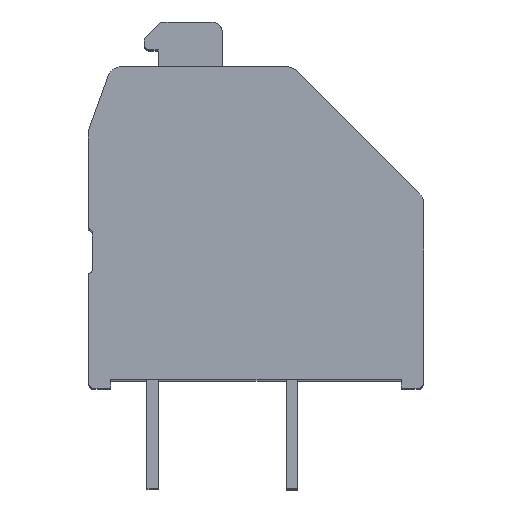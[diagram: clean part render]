
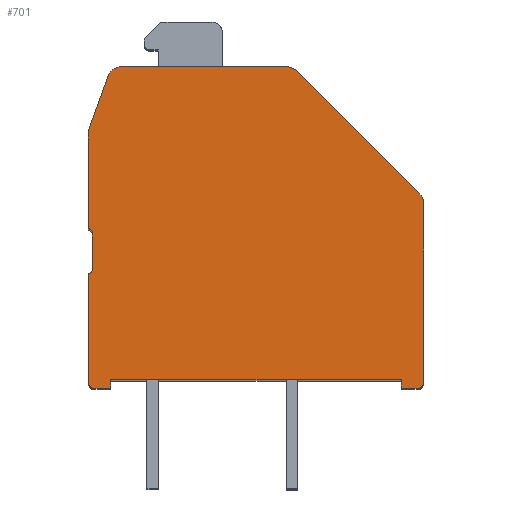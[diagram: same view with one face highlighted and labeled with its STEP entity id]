
A CAD part, top view. The second image highlights one B-rep face of the part: STEP entity #701.
In plain terms, the highlighted planar face has unit normal (0, 0, 1).
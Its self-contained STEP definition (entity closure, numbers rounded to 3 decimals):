
#701 = ADVANCED_FACE( '', ( #1773 ), #1774, .T. );
#1773 = FACE_OUTER_BOUND( '', #3213, .T. );
#1774 = PLANE( '', #3214 );
#3213 = EDGE_LOOP( '', ( #5340, #5341, #5342, #5343, #5344, #5345, #5346, #5347, #5348, #5349, #5350, #5351, #5352, #5353, #5354, #5355, #5356, #5357, #5358 ) );
#3214 = AXIS2_PLACEMENT_3D( '', #5359, #5360, #5361 );
#5340 = ORIENTED_EDGE( '', *, *, #9402, .T. );
#5341 = ORIENTED_EDGE( '', *, *, #9403, .F. );
#5342 = ORIENTED_EDGE( '', *, *, #9404, .T. );
#5343 = ORIENTED_EDGE( '', *, *, #9405, .F. );
#5344 = ORIENTED_EDGE( '', *, *, #9406, .T. );
#5345 = ORIENTED_EDGE( '', *, *, #9407, .T. );
#5346 = ORIENTED_EDGE( '', *, *, #9369, .T. );
#5347 = ORIENTED_EDGE( '', *, *, #9378, .T. );
#5348 = ORIENTED_EDGE( '', *, *, #9408, .T. );
#5349 = ORIENTED_EDGE( '', *, *, #9056, .T. );
#5350 = ORIENTED_EDGE( '', *, *, #9081, .T. );
#5351 = ORIENTED_EDGE( '', *, *, #9409, .T. );
#5352 = ORIENTED_EDGE( '', *, *, #9016, .T. );
#5353 = ORIENTED_EDGE( '', *, *, #9410, .T. );
#5354 = ORIENTED_EDGE( '', *, *, #9411, .T. );
#5355 = ORIENTED_EDGE( '', *, *, #9412, .T. );
#5356 = ORIENTED_EDGE( '', *, *, #8927, .T. );
#5357 = ORIENTED_EDGE( '', *, *, #8963, .T. );
#5358 = ORIENTED_EDGE( '', *, *, #9413, .T. );
#5359 = CARTESIAN_POINT( '', ( -7.3, 5.55, 26.5 ) );
#5360 = DIRECTION( '', ( 0., 0., 1. ) );
#5361 = DIRECTION( '', ( 1., 0., 0. ) );
#8927 = EDGE_CURVE( '', #10816, #10814, #10817, .T. );
#8963 = EDGE_CURVE( '', #10814, #10881, #10883, .T. );
#9016 = EDGE_CURVE( '', #10986, #10984, #10987, .T. );
#9056 = EDGE_CURVE( '', #11057, #11055, #11058, .T. );
#9081 = EDGE_CURVE( '', #11055, #11098, #11100, .T. );
#9369 = EDGE_CURVE( '', #11575, #11573, #11576, .T. );
#9378 = EDGE_CURVE( '', #11573, #11586, #11588, .T. );
#9402 = EDGE_CURVE( '', #11622, #11623, #11624, .T. );
#9403 = EDGE_CURVE( '', #11625, #11623, #11626, .T. );
#9404 = EDGE_CURVE( '', #11625, #11627, #11628, .T. );
#9405 = EDGE_CURVE( '', #11629, #11627, #11630, .T. );
#9406 = EDGE_CURVE( '', #11629, #11631, #11632, .T. );
#9407 = EDGE_CURVE( '', #11631, #11575, #11633, .T. );
#9408 = EDGE_CURVE( '', #11586, #11057, #11634, .T. );
#9409 = EDGE_CURVE( '', #11098, #10986, #11635, .T. );
#9410 = EDGE_CURVE( '', #10984, #11636, #11637, .T. );
#9411 = EDGE_CURVE( '', #11636, #11638, #11639, .T. );
#9412 = EDGE_CURVE( '', #11638, #10816, #11640, .T. );
#9413 = EDGE_CURVE( '', #10881, #11622, #11641, .T. );
#10814 = VERTEX_POINT( '', #13508 );
#10816 = VERTEX_POINT( '', #13511 );
#10817 = LINE( '', #13512, #13513 );
#10881 = VERTEX_POINT( '', #13607 );
#10883 = CIRCLE( '', #13610, 0.5 );
#10984 = VERTEX_POINT( '', #13757 );
#10986 = VERTEX_POINT( '', #13760 );
#10987 = LINE( '', #13761, #13762 );
#11055 = VERTEX_POINT( '', #13853 );
#11057 = VERTEX_POINT( '', #13856 );
#11058 = LINE( '', #13857, #13858 );
#11098 = VERTEX_POINT( '', #13916 );
#11100 = LINE( '', #13919, #13920 );
#11573 = VERTEX_POINT( '', #14567 );
#11575 = VERTEX_POINT( '', #14570 );
#11576 = LINE( '', #14571, #14572 );
#11586 = VERTEX_POINT( '', #14584 );
#11588 = LINE( '', #14587, #14588 );
#11622 = VERTEX_POINT( '', #14635 );
#11623 = VERTEX_POINT( '', #14636 );
#11624 = LINE( '', #14637, #14638 );
#11625 = VERTEX_POINT( '', #14639 );
#11626 = CIRCLE( '', #14640, 0.15 );
#11627 = VERTEX_POINT( '', #14641 );
#11628 = LINE( '', #14642, #14643 );
#11629 = VERTEX_POINT( '', #14644 );
#11630 = CIRCLE( '', #14645, 0.15 );
#11631 = VERTEX_POINT( '', #14646 );
#11632 = LINE( '', #14647, #14648 );
#11633 = CIRCLE( '', #14649, 0.2 );
#11634 = LINE( '', #14650, #14651 );
#11635 = CIRCLE( '', #14652, 0.2 );
#11636 = VERTEX_POINT( '', #14653 );
#11637 = CIRCLE( '', #14654, 0.5 );
#11638 = VERTEX_POINT( '', #14655 );
#11639 = LINE( '', #14656, #14657 );
#11640 = CIRCLE( '', #14658, 0.5 );
#11641 = LINE( '', #14659, #14660 );
#13508 = CARTESIAN_POINT( '', ( -6.113, 11.5, 26.5 ) );
#13511 = CARTESIAN_POINT( '', ( -0.207, 11.5, 26.5 ) );
#13512 = CARTESIAN_POINT( '', ( -0.207, 11.5, 26.5 ) );
#13513 = VECTOR( '', #16880, 1000. );
#13607 = CARTESIAN_POINT( '', ( -6.583, 11.171, 26.5 ) );
#13610 = AXIS2_PLACEMENT_3D( '', #16915, #16916, #16917 );
#13757 = CARTESIAN_POINT( '', ( 4.7, 6.593, 26.5 ) );
#13760 = CARTESIAN_POINT( '', ( 4.7, 0.2, 26.5 ) );
#13761 = CARTESIAN_POINT( '', ( 4.7, 0.2, 26.5 ) );
#13762 = VECTOR( '', #16971, 1000. );
#13853 = CARTESIAN_POINT( '', ( 3.9, 0., 26.5 ) );
#13856 = CARTESIAN_POINT( '', ( 3.9, 0.3, 26.5 ) );
#13857 = CARTESIAN_POINT( '', ( 3.9, 0.3, 26.5 ) );
#13858 = VECTOR( '', #17020, 1000. );
#13916 = CARTESIAN_POINT( '', ( 4.5, 0., 26.5 ) );
#13919 = CARTESIAN_POINT( '', ( 3.9, 0., 26.5 ) );
#13920 = VECTOR( '', #17043, 1000. );
#14567 = CARTESIAN_POINT( '', ( -6.5, 0., 26.5 ) );
#14570 = CARTESIAN_POINT( '', ( -7.1, 0., 26.5 ) );
#14571 = CARTESIAN_POINT( '', ( -7.1, 0., 26.5 ) );
#14572 = VECTOR( '', #17378, 1000. );
#14584 = CARTESIAN_POINT( '', ( -6.5, 0.3, 26.5 ) );
#14587 = CARTESIAN_POINT( '', ( -6.5, 0., 26.5 ) );
#14588 = VECTOR( '', #17391, 1000. );
#14635 = CARTESIAN_POINT( '', ( -7.3, 9.2, 26.5 ) );
#14636 = CARTESIAN_POINT( '', ( -7.3, 5.7, 26.5 ) );
#14637 = CARTESIAN_POINT( '', ( -7.3, 9.2, 26.5 ) );
#14638 = VECTOR( '', #17414, 1000. );
#14639 = CARTESIAN_POINT( '', ( -7.15, 5.55, 26.5 ) );
#14640 = AXIS2_PLACEMENT_3D( '', #17415, #17416, #17417 );
#14641 = CARTESIAN_POINT( '', ( -7.15, 4.25, 26.5 ) );
#14642 = CARTESIAN_POINT( '', ( -7.15, 5.55, 26.5 ) );
#14643 = VECTOR( '', #17418, 1000. );
#14644 = CARTESIAN_POINT( '', ( -7.3, 4.1, 26.5 ) );
#14645 = AXIS2_PLACEMENT_3D( '', #17419, #17420, #17421 );
#14646 = CARTESIAN_POINT( '', ( -7.3, 0.2, 26.5 ) );
#14647 = CARTESIAN_POINT( '', ( -7.3, 4.1, 26.5 ) );
#14648 = VECTOR( '', #17422, 1000. );
#14649 = AXIS2_PLACEMENT_3D( '', #17423, #17424, #17425 );
#14650 = CARTESIAN_POINT( '', ( -6.5, 0.3, 26.5 ) );
#14651 = VECTOR( '', #17426, 1000. );
#14652 = AXIS2_PLACEMENT_3D( '', #17427, #17428, #17429 );
#14653 = CARTESIAN_POINT( '', ( 4.554, 6.946, 26.5 ) );
#14654 = AXIS2_PLACEMENT_3D( '', #17430, #17431, #17432 );
#14655 = CARTESIAN_POINT( '', ( 0.146, 11.354, 26.5 ) );
#14656 = CARTESIAN_POINT( '', ( 4.554, 6.946, 26.5 ) );
#14657 = VECTOR( '', #17433, 1000. );
#14658 = AXIS2_PLACEMENT_3D( '', #17434, #17435, #17436 );
#14659 = CARTESIAN_POINT( '', ( -6.583, 11.171, 26.5 ) );
#14660 = VECTOR( '', #17437, 1000. );
#16880 = DIRECTION( '', ( -1., 0., 0. ) );
#16915 = CARTESIAN_POINT( '', ( -6.113, 11., 26.5 ) );
#16916 = DIRECTION( '', ( 0., 0., 1. ) );
#16917 = DIRECTION( '', ( 1., 0., 0. ) );
#16971 = DIRECTION( '', ( 0., 1., 0. ) );
#17020 = DIRECTION( '', ( 0., -1., 0. ) );
#17043 = DIRECTION( '', ( 1., 0., 0. ) );
#17378 = DIRECTION( '', ( 1., 0., 0. ) );
#17391 = DIRECTION( '', ( 0., 1., 0. ) );
#17414 = DIRECTION( '', ( 0., -1., 0. ) );
#17415 = CARTESIAN_POINT( '', ( -7.3, 5.55, 26.5 ) );
#17416 = DIRECTION( '', ( 0., 0., 1. ) );
#17417 = DIRECTION( '', ( 1., 0., 0. ) );
#17418 = DIRECTION( '', ( 0., -1., 0. ) );
#17419 = CARTESIAN_POINT( '', ( -7.3, 4.25, 26.5 ) );
#17420 = DIRECTION( '', ( 0., 0., 1. ) );
#17421 = DIRECTION( '', ( 1., 0., 0. ) );
#17422 = DIRECTION( '', ( 0., -1., 0. ) );
#17423 = CARTESIAN_POINT( '', ( -7.1, 0.2, 26.5 ) );
#17424 = DIRECTION( '', ( 0., 0., 1. ) );
#17425 = DIRECTION( '', ( 1., 0., 0. ) );
#17426 = DIRECTION( '', ( 1., 0., 0. ) );
#17427 = CARTESIAN_POINT( '', ( 4.5, 0.2, 26.5 ) );
#17428 = DIRECTION( '', ( 0., 0., 1. ) );
#17429 = DIRECTION( '', ( 1., 0., 0. ) );
#17430 = CARTESIAN_POINT( '', ( 4.2, 6.593, 26.5 ) );
#17431 = DIRECTION( '', ( 0., 0., 1. ) );
#17432 = DIRECTION( '', ( 1., 0., 0. ) );
#17433 = DIRECTION( '', ( -0.707, 0.707, 0. ) );
#17434 = CARTESIAN_POINT( '', ( -0.207, 11., 26.5 ) );
#17435 = DIRECTION( '', ( 0., 0., 1. ) );
#17436 = DIRECTION( '', ( 1., 0., 0. ) );
#17437 = DIRECTION( '', ( -0.342, -0.94, 0. ) );
